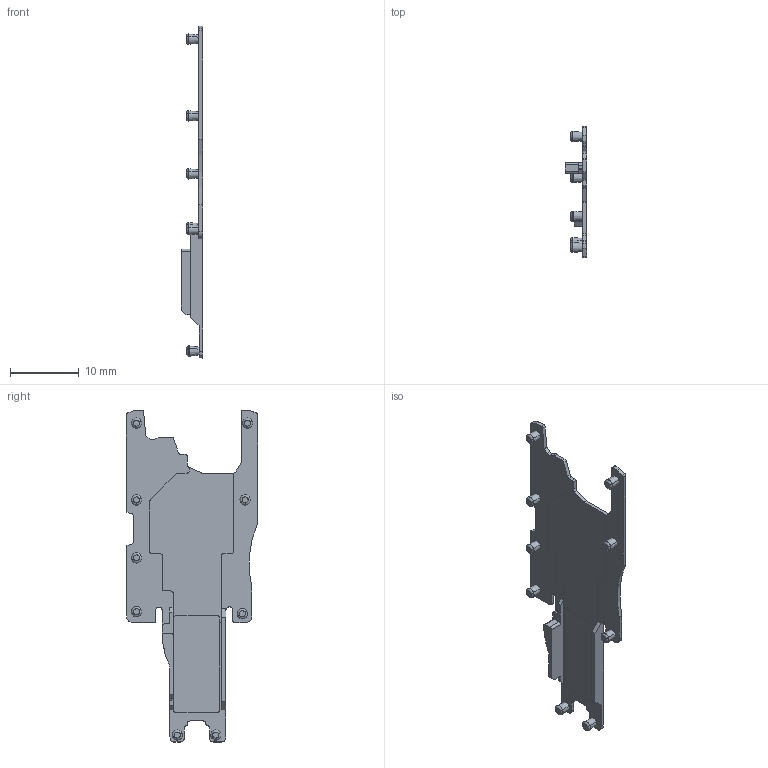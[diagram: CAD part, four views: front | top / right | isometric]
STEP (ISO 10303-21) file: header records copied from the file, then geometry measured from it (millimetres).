
FILE_DESCRIPTION(('CATIA V5 STEP Exchange','CAx-IF Rec.Pracs.--- Model Styling and Organization---1.4--- 2014-01-23'),'2;1');
FILE_NAME ('437236-1_2', '2023-09-07T12:53:27+00:00', ('none'), ('Weidmueller'), 'CATIA Version 5-6 Release 2016 SP3 HF44', 'CATIA V5 STEP AP214', 'none');
FILE_SCHEMA(('AUTOMOTIVE_DESIGN { 1 0 10303 214 1 1 1 1 }'));
Length unit declared in the file: millimetre
Products named in the file (1): 2540800000
Bounding box: 3.05 x 19 x 48.15 mm (x, y, z)
Volume: 380 mm3; surface area: 1448 mm2
Topology: 1 solids, 1 shells, 175 faces, 477 edges, 313 vertices
Faces by surface type: plane 74, cylinder 47, torus 36, cone 18
Entity records: 5490 total; most frequent: CARTESIAN_POINT 1129, ORIENTED_EDGE 954, DIRECTION 781, EDGE_CURVE 477, AXIS2_PLACEMENT_3D 360, VERTEX_POINT 313, VECTOR 260, LINE 260
